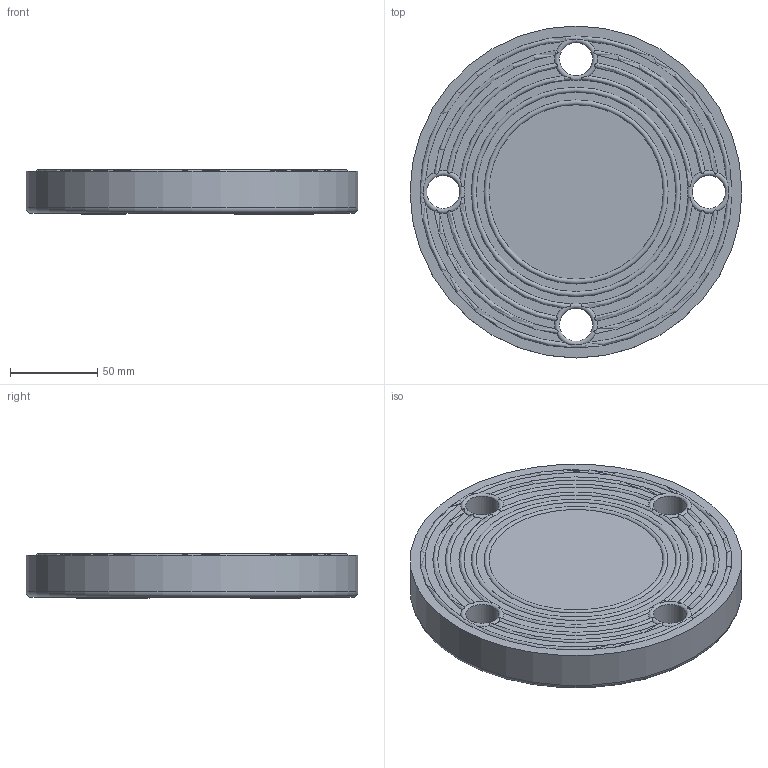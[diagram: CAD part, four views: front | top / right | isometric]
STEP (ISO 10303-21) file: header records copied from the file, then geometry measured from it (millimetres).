
FILE_DESCRIPTION(/* description */ ('3" ANSI BLIND FLANGE'),/* implementation_level */ '2;1');
FILE_NAME(/* name */ 'AFB300.stp',/* time_stamp */ '2023-08-30T11:58:01-04:00',/* author */ ('ssonawan'),/* organization */ (''),/* preprocessor_version */ 'ST-DEVELOPER v18.1',/* originating_system */ 'Autodesk Inventor 2022',/* authorisation */ '');
FILE_SCHEMA (('AUTOMOTIVE_DESIGN { 1 0 10303 214 3 1 1 }'));
Length unit declared in the file: inch
Products named in the file (2): AFB300; AFB300UD
Assembly tree (1 placements, depth 2):
  AFB300
    AFB300UD
Bounding box: 190.5 x 190.5 x 25.53 mm (x, y, z)
Volume: 663842.1 mm3; surface area: 76409.7 mm2
Topology: 1 solids, 1 shells, 535 faces, 1472 edges, 989 vertices
Faces by surface type: plane 329, bspline 181, torus 20, cylinder 5
Full cylindrical faces by diameter (mm): 19.05 x4, 190.5 x1
Entity records: 18376 total; most frequent: CARTESIAN_POINT 5903, ORIENTED_EDGE 2944, DIRECTION 1859, EDGE_CURVE 1472, VERTEX_POINT 989, LINE 969, VECTOR 969, EDGE_LOOP 593
